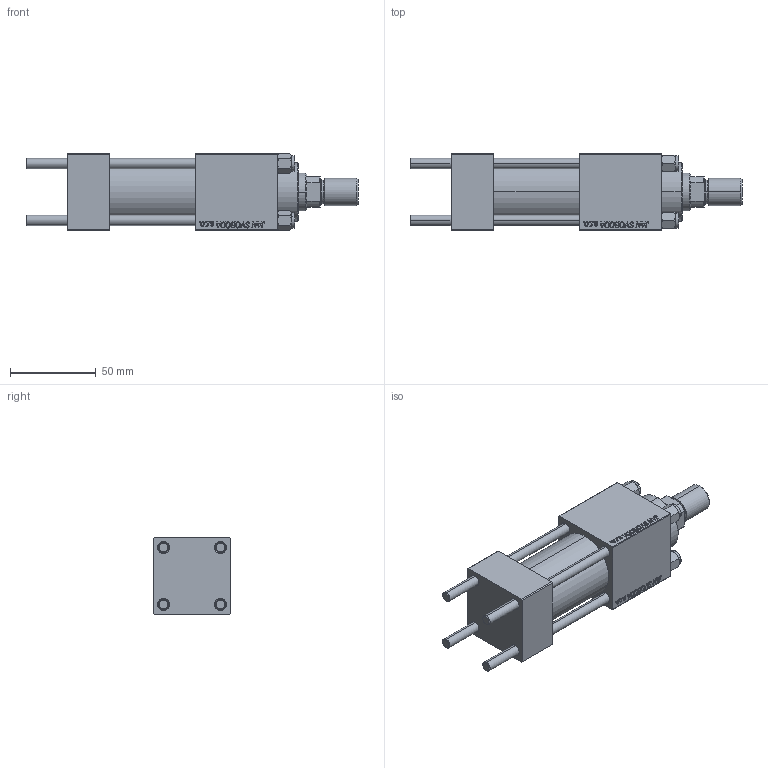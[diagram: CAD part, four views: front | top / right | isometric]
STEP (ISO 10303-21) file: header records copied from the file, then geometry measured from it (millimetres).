
FILE_DESCRIPTION (( 'STEP AP203' ), '1' );
FILE_NAME ('62c3.STEP', '2025-05-12T11:02:49', ( '' ), ( '' ), 'SwSTEP 2.0', 'SolidWorks 2019', '' );
FILE_SCHEMA (( 'CONFIG_CONTROL_DESIGN' ));
Length unit declared in the file: millimetre
Products named in the file (7): 62c3; NUT_M5 c21a7f057647b1cf62751264291cd9a3; CR025_012_A_0_G_A_G_M_020_+#_##_TYCINKA c21a7f057647b1cf62751264291cd9a3; ROD_END_AH c21a7f057647b1cf62751264291cd9a3; V215CR_VCP c21a7f057647b1cf62751264291cd9a3; V215_VC_A c21a7f057647b1cf62751264291cd9a3; V215CR_BODY_A c21a7f057647b1cf62751264291cd9a3
Assembly tree (12 placements, depth 2):
  62c3
    V215CR_BODY_A c21a7f057647b1cf62751264291cd9a3
    CR025_012_A_0_G_A_G_M_020_+#_##_TYCINKA c21a7f057647b1cf62751264291cd9a3  x4
    NUT_M5 c21a7f057647b1cf62751264291cd9a3  x4
    V215CR_VCP c21a7f057647b1cf62751264291cd9a3
    V215_VC_A c21a7f057647b1cf62751264291cd9a3
    ROD_END_AH c21a7f057647b1cf62751264291cd9a3
Bounding box: 194 x 45 x 45 mm (x, y, z)
Volume: 218502.4 mm3; surface area: 78565.6 mm2
Topology: 12 solids, 12 shells, 1146 faces, 2878 edges, 1865 vertices
Faces by surface type: plane 521, bspline 392, cone 140, cylinder 83, torus 10
Entity records: 50326 total; most frequent: CARTESIAN_POINT 27102, ORIENTED_EDGE 5248, DIRECTION 3304, EDGE_CURVE 2624, VERTEX_POINT 1721, LINE 1592, VECTOR 1592, EDGE_LOOP 1155
